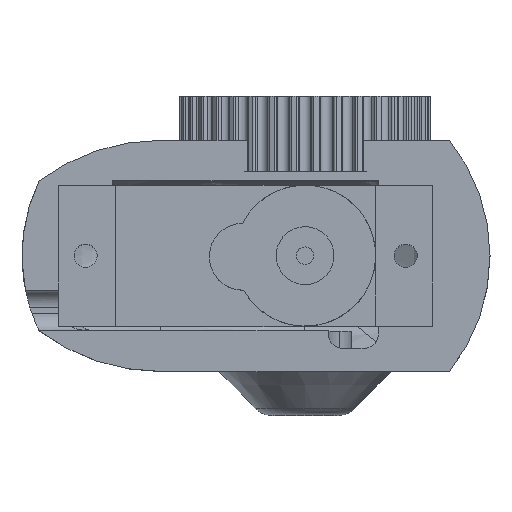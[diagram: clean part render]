
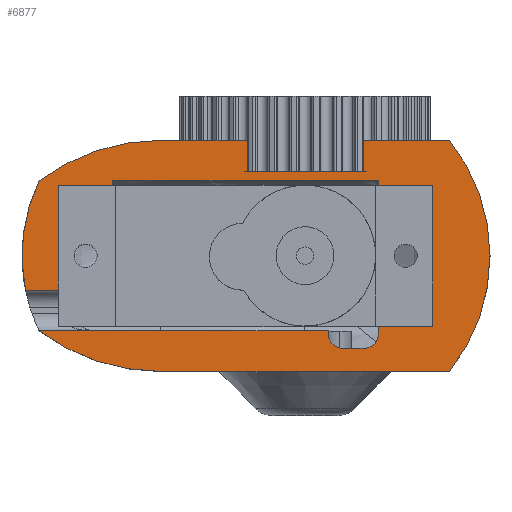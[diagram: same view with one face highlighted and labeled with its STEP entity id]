
A CAD part, top view. The second image highlights one B-rep face of the part: STEP entity #6877.
In plain terms, the highlighted planar face has unit normal (0, 0, 1).
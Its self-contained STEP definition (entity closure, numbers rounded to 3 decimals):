
#65=FACE_BOUND('',#1755,.T.);
#66=FACE_BOUND('',#1756,.T.);
#89=PLANE('',#7323);
#185=LINE('',#10743,#635);
#190=LINE('',#10759,#640);
#191=LINE('',#10761,#641);
#192=LINE('',#10763,#642);
#193=LINE('',#10765,#643);
#194=LINE('',#10767,#644);
#195=LINE('',#10769,#645);
#196=LINE('',#10771,#646);
#197=LINE('',#10775,#647);
#198=LINE('',#10779,#648);
#199=LINE('',#10781,#649);
#200=LINE('',#10785,#650);
#201=LINE('',#10789,#651);
#202=LINE('',#10791,#652);
#203=LINE('',#10793,#653);
#204=LINE('',#10795,#654);
#205=LINE('',#10797,#655);
#635=VECTOR('',#8279,10.);
#640=VECTOR('',#8296,10.);
#641=VECTOR('',#8297,10.);
#642=VECTOR('',#8298,10.);
#643=VECTOR('',#8299,10.);
#644=VECTOR('',#8300,10.);
#645=VECTOR('',#8301,10.);
#646=VECTOR('',#8302,10.);
#647=VECTOR('',#8305,10.);
#648=VECTOR('',#8308,10.);
#649=VECTOR('',#8309,10.);
#650=VECTOR('',#8312,10.);
#651=VECTOR('',#8315,10.);
#652=VECTOR('',#8316,10.);
#653=VECTOR('',#8317,10.);
#654=VECTOR('',#8318,10.);
#655=VECTOR('',#8319,10.);
#1357=FACE_OUTER_BOUND('',#1754,.T.);
#1754=EDGE_LOOP('',(#4683,#4684,#4685,#4686,#4687,#4688,#4689,#4690,#4691,
#4692,#4693,#4694,#4695,#4696,#4697,#4698,#4699,#4700,#4701,#4702,#4703,
#4704,#4705));
#1755=EDGE_LOOP('',(#4706));
#1756=EDGE_LOOP('',(#4707));
#2261=CIRCLE('',#7319,14.833);
#2264=CIRCLE('',#7324,1.25);
#2265=CIRCLE('',#7325,1.25);
#2266=CIRCLE('',#7326,17.53);
#2267=CIRCLE('',#7327,16.);
#2268=CIRCLE('',#7328,17.53);
#2269=CIRCLE('',#7329,1.05);
#2270=CIRCLE('',#7330,1.05);
#2822=VERTEX_POINT('',#10740);
#2823=VERTEX_POINT('',#10742);
#2824=VERTEX_POINT('',#10746);
#2828=VERTEX_POINT('',#10758);
#2829=VERTEX_POINT('',#10760);
#2830=VERTEX_POINT('',#10762);
#2831=VERTEX_POINT('',#10764);
#2832=VERTEX_POINT('',#10766);
#2833=VERTEX_POINT('',#10768);
#2834=VERTEX_POINT('',#10770);
#2835=VERTEX_POINT('',#10772);
#2836=VERTEX_POINT('',#10774);
#2837=VERTEX_POINT('',#10776);
#2838=VERTEX_POINT('',#10778);
#2839=VERTEX_POINT('',#10780);
#2840=VERTEX_POINT('',#10782);
#2841=VERTEX_POINT('',#10784);
#2842=VERTEX_POINT('',#10786);
#2843=VERTEX_POINT('',#10788);
#2844=VERTEX_POINT('',#10790);
#2845=VERTEX_POINT('',#10792);
#2846=VERTEX_POINT('',#10794);
#2847=VERTEX_POINT('',#10796);
#2848=VERTEX_POINT('',#10799);
#2849=VERTEX_POINT('',#10801);
#3552=EDGE_CURVE('',#2823,#2822,#185,.T.);
#3554=EDGE_CURVE('',#2823,#2824,#2261,.T.);
#3560=EDGE_CURVE('',#2822,#2828,#190,.T.);
#3561=EDGE_CURVE('',#2829,#2828,#191,.T.);
#3562=EDGE_CURVE('',#2830,#2829,#192,.T.);
#3563=EDGE_CURVE('',#2831,#2830,#193,.T.);
#3564=EDGE_CURVE('',#2831,#2832,#194,.T.);
#3565=EDGE_CURVE('',#2832,#2833,#195,.T.);
#3566=EDGE_CURVE('',#2833,#2834,#196,.T.);
#3567=EDGE_CURVE('',#2835,#2834,#2264,.T.);
#3568=EDGE_CURVE('',#2835,#2836,#197,.T.);
#3569=EDGE_CURVE('',#2837,#2836,#2265,.T.);
#3570=EDGE_CURVE('',#2837,#2838,#198,.T.);
#3571=EDGE_CURVE('',#2838,#2839,#199,.T.);
#3572=EDGE_CURVE('',#2839,#2840,#2266,.T.);
#3573=EDGE_CURVE('',#2840,#2841,#200,.T.);
#3574=EDGE_CURVE('',#2841,#2842,#2267,.T.);
#3575=EDGE_CURVE('',#2843,#2842,#201,.T.);
#3576=EDGE_CURVE('',#2843,#2844,#202,.T.);
#3577=EDGE_CURVE('',#2845,#2844,#203,.T.);
#3578=EDGE_CURVE('',#2845,#2846,#204,.T.);
#3579=EDGE_CURVE('',#2847,#2846,#205,.T.);
#3580=EDGE_CURVE('',#2824,#2847,#2268,.T.);
#3581=EDGE_CURVE('',#2848,#2848,#2269,.T.);
#3582=EDGE_CURVE('',#2849,#2849,#2270,.T.);
#4683=ORIENTED_EDGE('',*,*,#3552,.T.);
#4684=ORIENTED_EDGE('',*,*,#3560,.T.);
#4685=ORIENTED_EDGE('',*,*,#3561,.F.);
#4686=ORIENTED_EDGE('',*,*,#3562,.F.);
#4687=ORIENTED_EDGE('',*,*,#3563,.F.);
#4688=ORIENTED_EDGE('',*,*,#3564,.T.);
#4689=ORIENTED_EDGE('',*,*,#3565,.T.);
#4690=ORIENTED_EDGE('',*,*,#3566,.T.);
#4691=ORIENTED_EDGE('',*,*,#3567,.F.);
#4692=ORIENTED_EDGE('',*,*,#3568,.T.);
#4693=ORIENTED_EDGE('',*,*,#3569,.F.);
#4694=ORIENTED_EDGE('',*,*,#3570,.T.);
#4695=ORIENTED_EDGE('',*,*,#3571,.T.);
#4696=ORIENTED_EDGE('',*,*,#3572,.T.);
#4697=ORIENTED_EDGE('',*,*,#3573,.T.);
#4698=ORIENTED_EDGE('',*,*,#3574,.T.);
#4699=ORIENTED_EDGE('',*,*,#3575,.F.);
#4700=ORIENTED_EDGE('',*,*,#3576,.T.);
#4701=ORIENTED_EDGE('',*,*,#3577,.F.);
#4702=ORIENTED_EDGE('',*,*,#3578,.T.);
#4703=ORIENTED_EDGE('',*,*,#3579,.F.);
#4704=ORIENTED_EDGE('',*,*,#3580,.F.);
#4705=ORIENTED_EDGE('',*,*,#3554,.F.);
#4706=ORIENTED_EDGE('',*,*,#3581,.T.);
#4707=ORIENTED_EDGE('',*,*,#3582,.T.);
#6877=ADVANCED_FACE('',(#1357,#65,#66),#89,.F.);
#7319=AXIS2_PLACEMENT_3D('',#10747,#8283,#8284);
#7323=AXIS2_PLACEMENT_3D('',#10757,#8294,#8295);
#7324=AXIS2_PLACEMENT_3D('',#10773,#8303,#8304);
#7325=AXIS2_PLACEMENT_3D('',#10777,#8306,#8307);
#7326=AXIS2_PLACEMENT_3D('',#10783,#8310,#8311);
#7327=AXIS2_PLACEMENT_3D('',#10787,#8313,#8314);
#7328=AXIS2_PLACEMENT_3D('',#10798,#8320,#8321);
#7329=AXIS2_PLACEMENT_3D('',#10800,#8322,#8323);
#7330=AXIS2_PLACEMENT_3D('',#10802,#8324,#8325);
#8279=DIRECTION('',(1.,0.,0.));
#8283=DIRECTION('center_axis',(0.,0.,
-1.));
#8284=DIRECTION('ref_axis',(-0.899,0.438,0.));
#8294=DIRECTION('center_axis',(0.,0.,
-1.));
#8295=DIRECTION('ref_axis',(1.,0.,0.));
#8296=DIRECTION('',(0.,1.,0.));
#8297=DIRECTION('',(-1.,0.,0.));
#8298=DIRECTION('',(0.,1.,0.));
#8299=DIRECTION('',(-0.707,0.707,0.));
#8300=DIRECTION('',(0.,-1.,0.));
#8301=DIRECTION('',(-0.707,-0.707,0.));
#8302=DIRECTION('',(0.,-1.,0.));
#8303=DIRECTION('center_axis',(0.,0.,
1.));
#8304=DIRECTION('ref_axis',(0.707,-0.707,0.));
#8305=DIRECTION('',(-1.,0.,0.));
#8306=DIRECTION('center_axis',(0.,0.,
1.));
#8307=DIRECTION('ref_axis',(-0.707,-0.707,0.));
#8308=DIRECTION('',(0.,1.,0.));
#8309=DIRECTION('',(-1.,0.,0.));
#8310=DIRECTION('center_axis',(0.,0.,
1.));
#8311=DIRECTION('ref_axis',(0.,-1.,0.));
#8312=DIRECTION('',(1.,0.,0.));
#8313=DIRECTION('center_axis',(0.,0.,
1.));
#8314=DIRECTION('ref_axis',(0.781,0.625,0.));
#8315=DIRECTION('',(1.,0.,0.));
#8316=DIRECTION('',(0.,-1.,0.));
#8317=DIRECTION('',(1.,0.,0.));
#8318=DIRECTION('',(0.,1.,0.));
#8319=DIRECTION('',(1.,0.,0.));
#8320=DIRECTION('center_axis',(0.,0.,
-1.));
#8321=DIRECTION('ref_axis',(0.,1.,0.));
#8322=DIRECTION('center_axis',(0.,0.,-1.));
#8323=DIRECTION('ref_axis',(-1.,0.,0.));
#8324=DIRECTION('center_axis',(0.,0.,-1.));
#8325=DIRECTION('ref_axis',(-1.,0.,0.));
#10740=CARTESIAN_POINT('',(-16.65,-3.,-9.6));
#10742=CARTESIAN_POINT('',(-24.193,-3.,-9.6));
#10743=CARTESIAN_POINT('',(-11.95,-3.,-9.6));
#10746=CARTESIAN_POINT('',(-23.,6.5,-9.6));
#10747=CARTESIAN_POINT('Origin',(-9.667,0.,
-9.6));
#10757=CARTESIAN_POINT('Origin',(-4.25,0.,
-9.6));
#10758=CARTESIAN_POINT('',(-16.65,6.5,-9.6));
#10759=CARTESIAN_POINT('',(-16.65,-6.5,-9.6));
#10760=CARTESIAN_POINT('',(6.35,6.5,-9.6));
#10761=CARTESIAN_POINT('',(-21.65,6.5,-9.6));
#10762=CARTESIAN_POINT('',(6.35,2.45,-9.6));
#10763=CARTESIAN_POINT('',(6.35,6.5,-9.6));
#10764=CARTESIAN_POINT('',(6.8,2.,-9.6));
#10765=CARTESIAN_POINT('',(6.8,2.,-9.6));
#10766=CARTESIAN_POINT('',(6.8,-2.,-9.6));
#10767=CARTESIAN_POINT('',(6.8,2.,-9.6));
#10768=CARTESIAN_POINT('',(6.35,-2.45,-9.6));
#10769=CARTESIAN_POINT('',(6.8,-2.,-9.6));
#10770=CARTESIAN_POINT('',(6.35,-6.75,-9.6));
#10771=CARTESIAN_POINT('',(6.35,-6.5,-9.6));
#10772=CARTESIAN_POINT('',(5.1,-8.,-9.6));
#10773=CARTESIAN_POINT('Origin',(5.1,-6.75,-9.6));
#10774=CARTESIAN_POINT('',(3.25,-8.,-9.6));
#10775=CARTESIAN_POINT('',(-0.95,-8.,-9.6));
#10776=CARTESIAN_POINT('',(2.,-6.75,-9.6));
#10777=CARTESIAN_POINT('Origin',(3.25,-6.75,-9.6));
#10778=CARTESIAN_POINT('',(2.,-6.5,-9.6));
#10779=CARTESIAN_POINT('',(2.,-4.,-9.6));
#10780=CARTESIAN_POINT('',(-23.,-6.5,-9.6));
#10781=CARTESIAN_POINT('',(-10.45,-6.5,-9.6));
#10782=CARTESIAN_POINT('',(-12.49,-10.,-9.6));
#10783=CARTESIAN_POINT('Origin',(-12.49,7.53,-9.6));
#10784=CARTESIAN_POINT('',(12.49,-10.,-9.6));
#10785=CARTESIAN_POINT('',(12.49,-10.,-9.6));
#10786=CARTESIAN_POINT('',(12.49,10.,-9.6));
#10787=CARTESIAN_POINT('Origin',(0.,0.,
-9.6));
#10788=CARTESIAN_POINT('',(5.019,10.,-9.6));
#10789=CARTESIAN_POINT('',(12.49,10.,-9.6));
#10790=CARTESIAN_POINT('',(5.019,7.3,-9.6));
#10791=CARTESIAN_POINT('',(5.019,10.,-9.6));
#10792=CARTESIAN_POINT('',(-5.019,7.3,-9.6));
#10793=CARTESIAN_POINT('',(-7.084,7.3,-9.6));
#10794=CARTESIAN_POINT('',(-5.019,10.,-9.6));
#10795=CARTESIAN_POINT('',(-5.019,10.,-9.6));
#10796=CARTESIAN_POINT('',(-12.49,10.,-9.6));
#10797=CARTESIAN_POINT('',(12.49,10.,-9.6));
#10798=CARTESIAN_POINT('Origin',(-12.49,-7.53,-9.6));
#10799=CARTESIAN_POINT('',(9.75,0.,-9.6));
#10800=CARTESIAN_POINT('Origin',(8.7,0.,
-9.6));
#10801=CARTESIAN_POINT('',(-17.95,0.,-9.6));
#10802=CARTESIAN_POINT('Origin',(-19.,0.,
-9.6));
